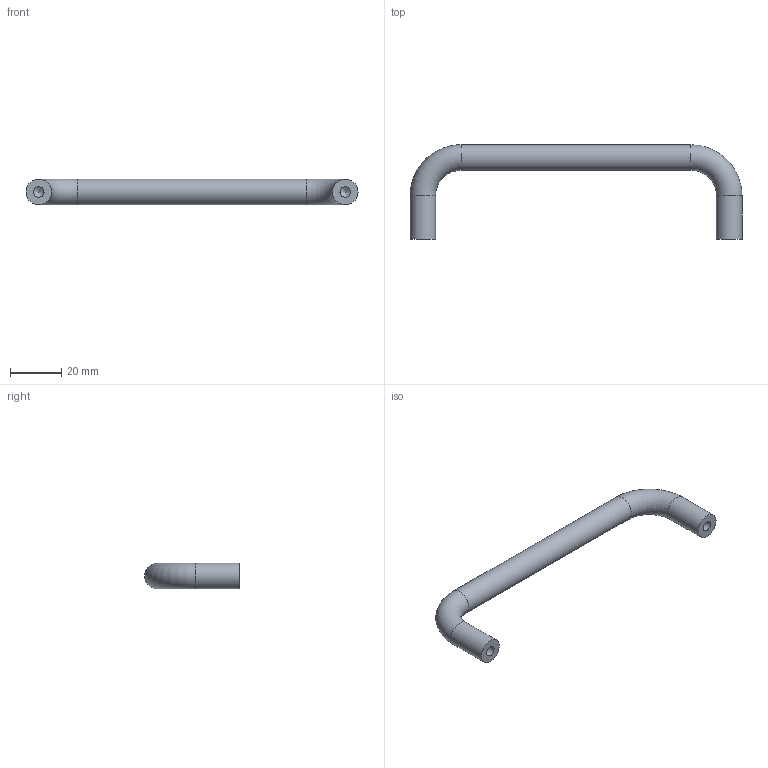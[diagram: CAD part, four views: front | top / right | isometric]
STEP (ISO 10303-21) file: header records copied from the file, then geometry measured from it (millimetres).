
FILE_DESCRIPTION (( 'STEP AP214' ), '1' );
FILE_NAME ('C-NUWAN10-120-27.step', '2025-04-07T06:30:20', ( 'EC2' ), ( 'Amazon.com' ), 'SwSTEP 2.0', 'SolidWorks 2016', '' );
FILE_SCHEMA (( 'AUTOMOTIVE_DESIGN' ));
Length unit declared in the file: millimetre
Products named in the file (1): C-NUWAN10-120-27
Bounding box: 130 x 37 x 10 mm (x, y, z)
Volume: 13160.5 mm3; surface area: 5797.3 mm2
Topology: 1 solids, 1 shells, 11 faces, 21 edges, 12 vertices
Faces by surface type: cylinder 5, torus 2, plane 2, cone 2
Full cylindrical faces by diameter (mm): 4.134 x2, 10 x3
Entity records: 270 total; most frequent: DIRECTION 44, CARTESIAN_POINT 32, AXIS2_PLACEMENT_3D 22, ORIENTED_EDGE 20, EDGE_LOOP 20, FACE_OUTER_BOUND 18, ADVANCED_FACE 11, CIRCLE 10
